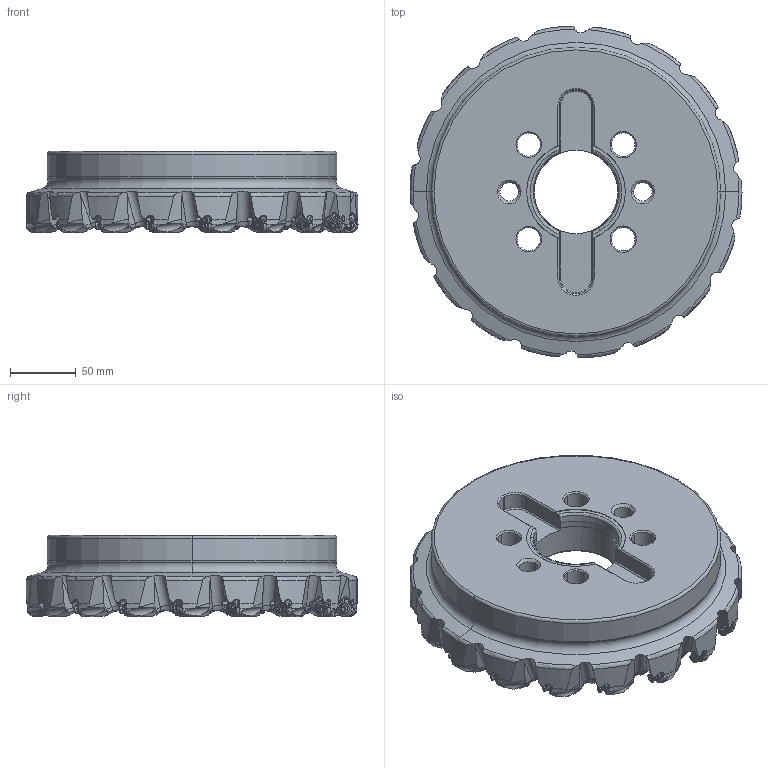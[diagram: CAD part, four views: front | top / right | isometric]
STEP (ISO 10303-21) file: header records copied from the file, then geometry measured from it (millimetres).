
FILE_DESCRIPTION(/* description */ (''),/* implementation_level */ '2;1');
FILE_NAME(/* name */ 'WWX400UR10_0018MN.stp',/* time_stamp */ '2020-04-21T17:34:18+09:00',/* author */ (''),/* organization */ (''),/* preprocessor_version */ 'ST-DEVELOPER v16',/* originating_system */ 'SIEMENS PLM Software NX 10.0',/* authorisation */ '');
FILE_SCHEMA (('AUTOMOTIVE_DESIGN { 1 0 10303 214 3 1 1 1 }'));
Length unit declared in the file: millimetre
Products named in the file (1): WWX400UR10_0018MN_ASM
Bounding box: 252.4 x 252.09 x 61.71 mm (x, y, z)
Volume: 1680373.4 mm3; surface area: 172813 mm2
Topology: 19 solids, 19 shells, 2249 faces, 6460 edges, 4127 vertices
Faces by surface type: cylinder 786, plane 495, bspline 288, sphere 252, cone 198, torus 140, extrusion 90
Entity records: 189277 total; most frequent: CARTESIAN_POINT 135060, ORIENTED_EDGE 12560, DIRECTION 9679, EDGE_CURVE 6280, AXIS2_PLACEMENT_3D 4117, VERTEX_POINT 4106, B_SPLINE_CURVE_WITH_KNOTS 2848, EDGE_LOOP 2300
